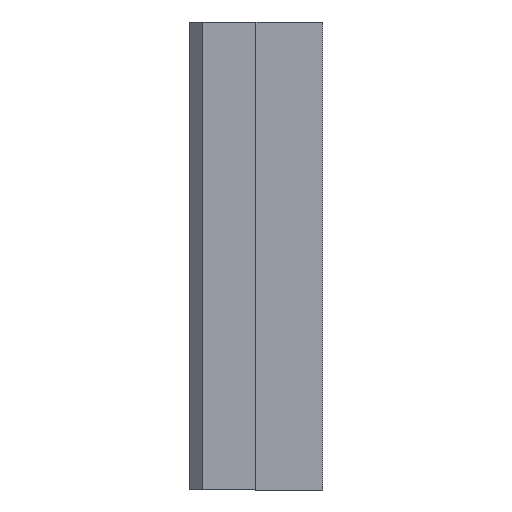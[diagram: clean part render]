
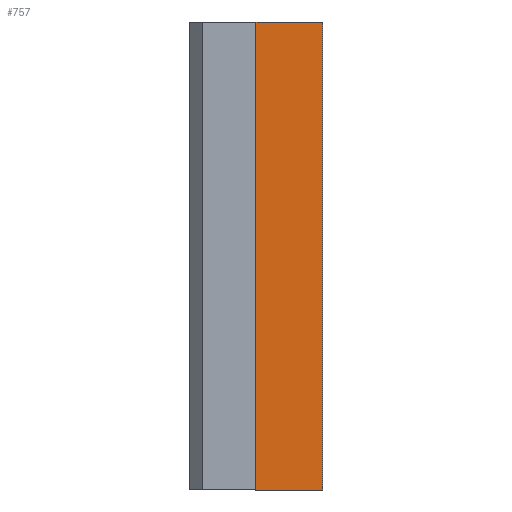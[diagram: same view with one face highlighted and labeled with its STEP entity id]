
A CAD part, left-side view. The second image highlights one B-rep face of the part: STEP entity #757.
In plain terms, the highlighted planar face has unit normal (-1, 0, 0).
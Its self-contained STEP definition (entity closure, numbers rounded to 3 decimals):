
#52=PLANE('',#839);
#85=FACE_OUTER_BOUND('',#144,.T.);
#144=EDGE_LOOP('',(#640,#641,#642,#643));
#167=LINE('',#1114,#226);
#197=LINE('',#1249,#256);
#203=LINE('',#1260,#262);
#204=LINE('',#1261,#263);
#226=VECTOR('',#876,10.);
#256=VECTOR('',#1026,10.);
#262=VECTOR('',#1034,10.);
#263=VECTOR('',#1035,10.);
#333=VERTEX_POINT('',#1111);
#334=VERTEX_POINT('',#1113);
#379=VERTEX_POINT('',#1248);
#383=VERTEX_POINT('',#1259);
#401=EDGE_CURVE('',#333,#334,#167,.T.);
#468=EDGE_CURVE('',#334,#379,#197,.T.);
#474=EDGE_CURVE('',#379,#383,#203,.T.);
#475=EDGE_CURVE('',#383,#333,#204,.T.);
#640=ORIENTED_EDGE('',*,*,#474,.F.);
#641=ORIENTED_EDGE('',*,*,#468,.F.);
#642=ORIENTED_EDGE('',*,*,#401,.F.);
#643=ORIENTED_EDGE('',*,*,#475,.F.);
#757=ADVANCED_FACE('',(#85),#52,.F.);
#839=AXIS2_PLACEMENT_3D('',#1258,#1032,#1033);
#876=DIRECTION('',(0.,0.,-1.));
#1026=DIRECTION('',(0.,1.,0.));
#1032=DIRECTION('center_axis',(1.,0.,0.));
#1033=DIRECTION('ref_axis',(0.,0.,-1.));
#1034=DIRECTION('',(0.,0.,1.));
#1035=DIRECTION('',(0.,-1.,0.));
#1111=CARTESIAN_POINT('',(-93.788,82.5,40.));
#1113=CARTESIAN_POINT('',(-93.788,82.5,5.));
#1114=CARTESIAN_POINT('',(-93.788,82.5,31.25));
#1248=CARTESIAN_POINT('',(-93.788,87.5,5.));
#1249=CARTESIAN_POINT('',(-93.788,88.5,5.));
#1258=CARTESIAN_POINT('Origin',(-93.788,87.5,40.));
#1259=CARTESIAN_POINT('',(-93.788,87.5,40.));
#1260=CARTESIAN_POINT('',(-93.788,87.5,31.25));
#1261=CARTESIAN_POINT('',(-93.788,88.5,40.));
